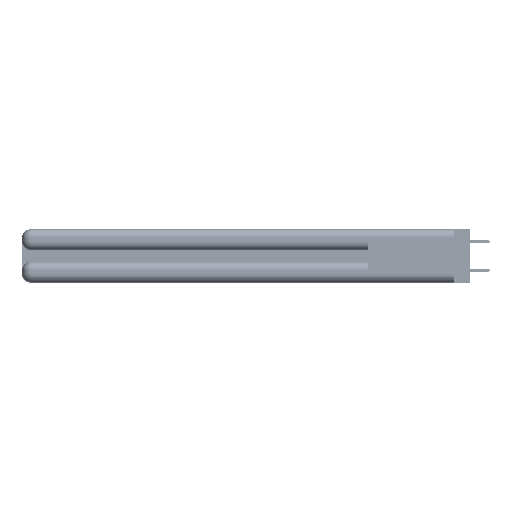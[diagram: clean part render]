
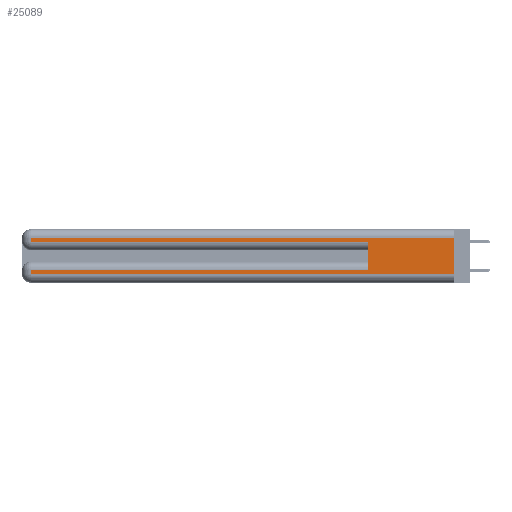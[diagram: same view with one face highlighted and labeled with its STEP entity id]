
A CAD part, left-side view. The second image highlights one B-rep face of the part: STEP entity #25089.
In plain terms, the highlighted planar face has unit normal (-1, 0, 0).
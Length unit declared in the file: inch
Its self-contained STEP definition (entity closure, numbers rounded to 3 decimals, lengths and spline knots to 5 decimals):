
#452 = EDGE_CURVE ( 'NONE', #44017, #12195, #45904, .T. ) ;
#1614 = VECTOR ( 'NONE', #6602, 39.37008 ) ;
#2735 = CARTESIAN_POINT ( 'NONE',  ( 0., 0., 0.285 ) ) ;
#3465 = VERTEX_POINT ( 'NONE', #8425 ) ;
#3783 = FACE_OUTER_BOUND ( 'NONE', #45619, .T. ) ;
#5039 = CARTESIAN_POINT ( 'NONE',  ( 0., 0., 0.31 ) ) ;
#5176 = CARTESIAN_POINT ( 'NONE',  ( 0., 0., 0.37 ) ) ;
#5396 = DIRECTION ( 'NONE',  ( 0., 1., 0. ) ) ;
#6465 = VERTEX_POINT ( 'NONE', #38188 ) ;
#6602 = DIRECTION ( 'NONE',  ( 0., 0., -1. ) ) ;
#8425 = CARTESIAN_POINT ( 'NONE',  ( 0., 2.94, 0.285 ) ) ;
#9467 = DIRECTION ( 'NONE',  ( 0., 0., -1. ) ) ;
#11568 = VECTOR ( 'NONE', #36840, 39.37008 ) ;
#12195 = VERTEX_POINT ( 'NONE', #19545 ) ;
#12279 = VECTOR ( 'NONE', #5396, 39.37008 ) ;
#13461 = DIRECTION ( 'NONE',  ( 0., 1., 0. ) ) ;
#13841 = EDGE_CURVE ( 'NONE', #48467, #6465, #23628, .T. ) ;
#14121 = EDGE_CURVE ( 'NONE', #3465, #35238, #45537, .T. ) ;
#14519 = CARTESIAN_POINT ( 'NONE',  ( 0., 2.94, 0.31 ) ) ;
#15948 = VECTOR ( 'NONE', #18940, 39.37008 ) ;
#16813 = VECTOR ( 'NONE', #41817, 39.37008 ) ;
#17817 = LINE ( 'NONE', #30727, #49125 ) ;
#17993 = EDGE_CURVE ( 'NONE', #48467, #35238, #38114, .T. ) ;
#18552 = ORIENTED_EDGE ( 'NONE', *, *, #14121, .T. ) ;
#18940 = DIRECTION ( 'NONE',  ( 0., -1., 0. ) ) ;
#19545 = CARTESIAN_POINT ( 'NONE',  ( 0., 0., 0.06 ) ) ;
#19592 = CARTESIAN_POINT ( 'NONE',  ( 0., 0., 0.31 ) ) ;
#20847 = ORIENTED_EDGE ( 'NONE', *, *, #25081, .T. ) ;
#21131 = VECTOR ( 'NONE', #23670, 39.37008 ) ;
#21348 = CARTESIAN_POINT ( 'NONE',  ( 0., 0.6, 0.085 ) ) ;
#21990 = EDGE_CURVE ( 'NONE', #44686, #12195, #55046, .T. ) ;
#22367 = DIRECTION ( 'NONE',  ( 1., 0., 0. ) ) ;
#23628 = LINE ( 'NONE', #47886, #12279 ) ;
#23670 = DIRECTION ( 'NONE',  ( 0., 0., -1. ) ) ;
#24105 = LINE ( 'NONE', #5039, #46736 ) ;
#24372 = LINE ( 'NONE', #32119, #1614 ) ;
#25081 = EDGE_CURVE ( 'NONE', #49452, #3465, #17817, .T. ) ;
#25089 = ADVANCED_FACE ( 'NONE', ( #3783 ), #47847, .F. ) ;
#27585 = ORIENTED_EDGE ( 'NONE', *, *, #21990, .F. ) ;
#29233 = EDGE_CURVE ( 'NONE', #44686, #49452, #24105, .T. ) ;
#29644 = ORIENTED_EDGE ( 'NONE', *, *, #17993, .F. ) ;
#30727 = CARTESIAN_POINT ( 'NONE',  ( 0., 2.94, 0.37 ) ) ;
#32119 = CARTESIAN_POINT ( 'NONE',  ( 0., 2.94, 0.37 ) ) ;
#32643 = CARTESIAN_POINT ( 'NONE',  ( 0., 2.94, 0.06 ) ) ;
#35238 = VERTEX_POINT ( 'NONE', #40198 ) ;
#36840 = DIRECTION ( 'NONE',  ( 0., -1., 0. ) ) ;
#38114 = LINE ( 'NONE', #54645, #16813 ) ;
#38188 = CARTESIAN_POINT ( 'NONE',  ( 0., 2.94, 0.085 ) ) ;
#39161 = ORIENTED_EDGE ( 'NONE', *, *, #452, .T. ) ;
#40198 = CARTESIAN_POINT ( 'NONE',  ( 0., 0.6, 0.285 ) ) ;
#41817 = DIRECTION ( 'NONE',  ( 0., 0., 1. ) ) ;
#43974 = AXIS2_PLACEMENT_3D ( 'NONE', #5176, #22367, #52129 ) ;
#43988 = ORIENTED_EDGE ( 'NONE', *, *, #29233, .T. ) ;
#44017 = VERTEX_POINT ( 'NONE', #32643 ) ;
#44437 = CARTESIAN_POINT ( 'NONE',  ( 0., 0., 0.06 ) ) ;
#44686 = VERTEX_POINT ( 'NONE', #19592 ) ;
#44847 = CARTESIAN_POINT ( 'NONE',  ( 0., 0., 0.37 ) ) ;
#45537 = LINE ( 'NONE', #2735, #11568 ) ;
#45619 = EDGE_LOOP ( 'NONE', ( #27585, #43988, #20847, #18552, #29644, #46814, #46516, #39161 ) ) ;
#45904 = LINE ( 'NONE', #44437, #15948 ) ;
#46516 = ORIENTED_EDGE ( 'NONE', *, *, #51463, .T. ) ;
#46736 = VECTOR ( 'NONE', #13461, 39.37008 ) ;
#46814 = ORIENTED_EDGE ( 'NONE', *, *, #13841, .T. ) ;
#47847 = PLANE ( 'NONE',  #43974 ) ;
#47886 = CARTESIAN_POINT ( 'NONE',  ( 0., 0., 0.085 ) ) ;
#48467 = VERTEX_POINT ( 'NONE', #21348 ) ;
#49125 = VECTOR ( 'NONE', #9467, 39.37008 ) ;
#49452 = VERTEX_POINT ( 'NONE', #14519 ) ;
#51463 = EDGE_CURVE ( 'NONE', #6465, #44017, #24372, .T. ) ;
#52129 = DIRECTION ( 'NONE',  ( 0., 0., -1. ) ) ;
#54645 = CARTESIAN_POINT ( 'NONE',  ( 0., 0.6, 0.145 ) ) ;
#55046 = LINE ( 'NONE', #44847, #21131 ) ;
